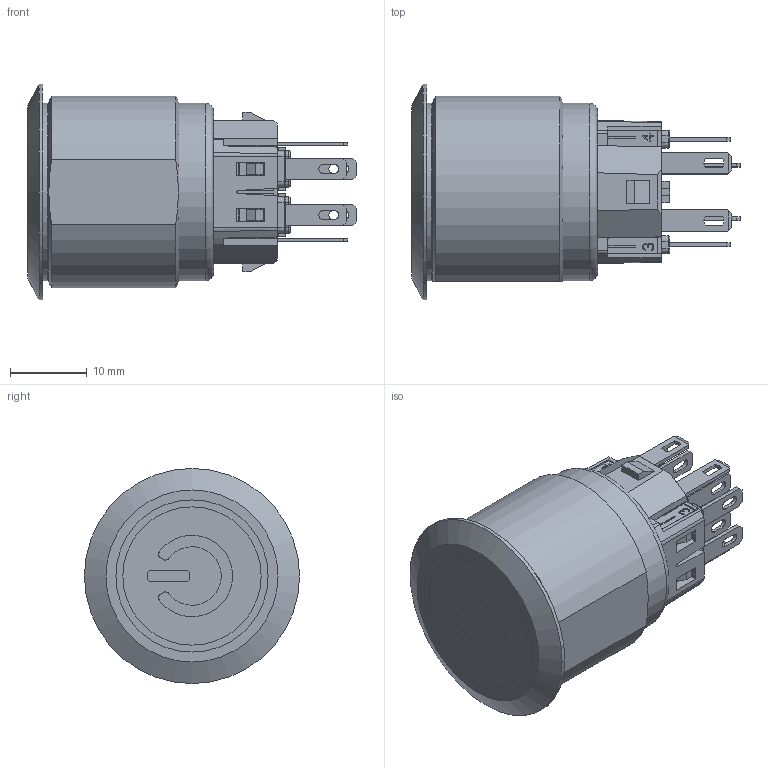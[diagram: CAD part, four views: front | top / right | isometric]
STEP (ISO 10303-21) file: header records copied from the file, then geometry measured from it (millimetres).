
FILE_DESCRIPTION(/* description */ (''),/* implementation_level */ '2;1');
FILE_NAME(/* name */ 'PV8F2V0xx-3Rx-M14.stp',/* time_stamp */ '2025-04-01T09:35:23-05:00',/* author */ ('mwilliams'),/* organization */ (''),/* preprocessor_version */ 'ST-DEVELOPER v18.1',/* originating_system */ 'Autodesk Inventor 2022',/* authorisation */ '');
FILE_SCHEMA (('AUTOMOTIVE_DESIGN { 1 0 10303 214 3 1 1 }'));
Length unit declared in the file: inch
Products named in the file (1): 100129974_Simplify_1
Bounding box: 42.8 x 28 x 28 mm (x, y, z)
Volume: 11999.5 mm3; surface area: 6874.2 mm2
Topology: 2 solids, 2 shells, 1557 faces, 4533 edges, 2910 vertices
Faces by surface type: plane 1310, bspline 193, torus 34, cylinder 17, cone 3
Full cylindrical faces by diameter (mm): 18 x1, 19.8 x1, 21 x1, 23.1 x2, 28 x1
Entity records: 58098 total; most frequent: CARTESIAN_POINT 17711, ORIENTED_EDGE 9082, DIRECTION 7191, EDGE_CURVE 4541, LINE 4097, VECTOR 4097, VERTEX_POINT 2918, EDGE_LOOP 1649
